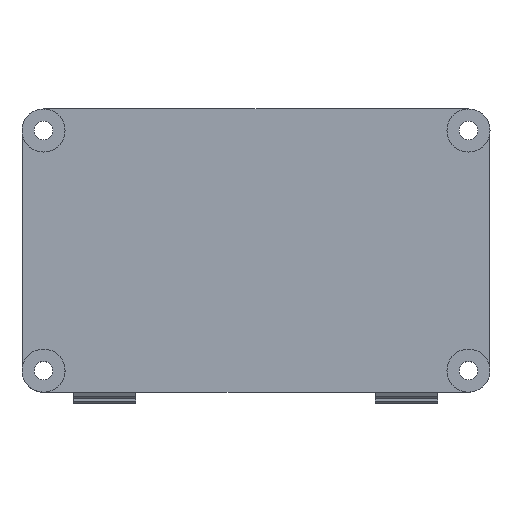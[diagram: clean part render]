
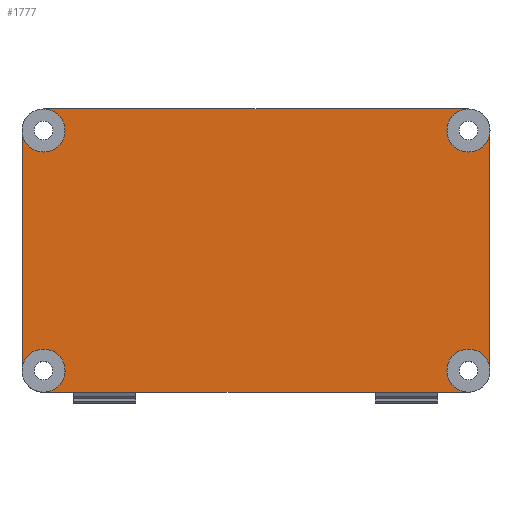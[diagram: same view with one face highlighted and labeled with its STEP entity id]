
A CAD part, top view. The second image highlights one B-rep face of the part: STEP entity #1777.
In plain terms, the highlighted planar face has unit normal (0, 0, 1).
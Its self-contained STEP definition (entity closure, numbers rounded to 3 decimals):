
#154=CIRCLE('',#1961,3.5);
#155=CIRCLE('',#1962,3.5);
#156=CIRCLE('',#1963,3.5);
#157=CIRCLE('',#1964,3.5);
#158=CIRCLE('',#1965,3.5);
#159=CIRCLE('',#1966,3.5);
#246=FACE_OUTER_BOUND('',#341,.T.);
#341=EDGE_LOOP('',(#1585,#1586,#1587,#1588,#1589,#1590,#1591,#1592,#1593,
#1594));
#505=LINE('',#2965,#676);
#509=LINE('',#2974,#680);
#513=LINE('',#2983,#684);
#517=LINE('',#2992,#688);
#676=VECTOR('',#2424,10.);
#680=VECTOR('',#2430,10.);
#684=VECTOR('',#2436,10.);
#688=VECTOR('',#2442,10.);
#842=VERTEX_POINT('',#2963);
#843=VERTEX_POINT('',#2964);
#846=VERTEX_POINT('',#2972);
#847=VERTEX_POINT('',#2973);
#850=VERTEX_POINT('',#2981);
#851=VERTEX_POINT('',#2982);
#854=VERTEX_POINT('',#2990);
#855=VERTEX_POINT('',#2991);
#862=VERTEX_POINT('',#3014);
#863=VERTEX_POINT('',#3017);
#1085=EDGE_CURVE('',#842,#843,#505,.T.);
#1089=EDGE_CURVE('',#846,#847,#509,.T.);
#1093=EDGE_CURVE('',#850,#851,#513,.T.);
#1097=EDGE_CURVE('',#854,#855,#517,.T.);
#1109=EDGE_CURVE('',#854,#842,#154,.T.);
#1110=EDGE_CURVE('',#843,#846,#155,.T.);
#1111=EDGE_CURVE('',#847,#862,#156,.T.);
#1112=EDGE_CURVE('',#862,#851,#157,.T.);
#1113=EDGE_CURVE('',#850,#863,#158,.T.);
#1114=EDGE_CURVE('',#863,#855,#159,.T.);
#1585=ORIENTED_EDGE('',*,*,#1109,.T.);
#1586=ORIENTED_EDGE('',*,*,#1085,.T.);
#1587=ORIENTED_EDGE('',*,*,#1110,.T.);
#1588=ORIENTED_EDGE('',*,*,#1089,.T.);
#1589=ORIENTED_EDGE('',*,*,#1111,.T.);
#1590=ORIENTED_EDGE('',*,*,#1112,.T.);
#1591=ORIENTED_EDGE('',*,*,#1093,.F.);
#1592=ORIENTED_EDGE('',*,*,#1113,.T.);
#1593=ORIENTED_EDGE('',*,*,#1114,.T.);
#1594=ORIENTED_EDGE('',*,*,#1097,.F.);
#1694=PLANE('',#1960);
#1777=ADVANCED_FACE('',(#246),#1694,.F.);
#1960=AXIS2_PLACEMENT_3D('',#3011,#2464,#2465);
#1961=AXIS2_PLACEMENT_3D('',#3012,#2466,#2467);
#1962=AXIS2_PLACEMENT_3D('',#3013,#2468,#2469);
#1963=AXIS2_PLACEMENT_3D('',#3015,#2470,#2471);
#1964=AXIS2_PLACEMENT_3D('',#3016,#2472,#2473);
#1965=AXIS2_PLACEMENT_3D('',#3018,#2474,#2475);
#1966=AXIS2_PLACEMENT_3D('',#3019,#2476,#2477);
#2424=DIRECTION('',(0.,-1.,0.));
#2430=DIRECTION('',(1.,0.,0.));
#2436=DIRECTION('',(0.,-1.,0.));
#2442=DIRECTION('',(1.,0.,0.));
#2464=DIRECTION('center_axis',(0.,0.,-1.));
#2465=DIRECTION('ref_axis',(1.,0.,0.));
#2466=DIRECTION('center_axis',(0.,0.,-1.));
#2467=DIRECTION('ref_axis',(1.,0.,0.));
#2468=DIRECTION('center_axis',(0.,0.,-1.));
#2469=DIRECTION('ref_axis',(1.,0.,0.));
#2470=DIRECTION('center_axis',(0.,0.,-1.));
#2471=DIRECTION('ref_axis',(1.,0.,0.));
#2472=DIRECTION('center_axis',(0.,0.,-1.));
#2473=DIRECTION('ref_axis',(1.,0.,0.));
#2474=DIRECTION('center_axis',(0.,0.,-1.));
#2475=DIRECTION('ref_axis',(1.,0.,0.));
#2476=DIRECTION('center_axis',(0.,0.,-1.));
#2477=DIRECTION('ref_axis',(1.,0.,0.));
#2963=CARTESIAN_POINT('',(0.5,49.,-2.));
#2964=CARTESIAN_POINT('',(0.5,10.,-2.));
#2965=CARTESIAN_POINT('',(0.5,49.,-2.));
#2972=CARTESIAN_POINT('',(4.017,6.5,-2.));
#2973=CARTESIAN_POINT('',(73.,6.5,-2.));
#2974=CARTESIAN_POINT('',(4.017,6.5,-2.));
#2981=CARTESIAN_POINT('',(76.5,49.,-2.));
#2982=CARTESIAN_POINT('',(76.5,10.,-2.));
#2983=CARTESIAN_POINT('',(76.5,49.,-2.));
#2990=CARTESIAN_POINT('',(4.,52.5,-2.));
#2991=CARTESIAN_POINT('',(73.,52.5,-2.));
#2992=CARTESIAN_POINT('',(4.,52.5,-2.));
#3011=CARTESIAN_POINT('Origin',(38.5,29.5,-2.));
#3012=CARTESIAN_POINT('Origin',(4.,49.,-2.));
#3013=CARTESIAN_POINT('Origin',(4.,10.,-2.));
#3014=CARTESIAN_POINT('',(69.5,10.,-2.));
#3015=CARTESIAN_POINT('Origin',(73.,10.,-2.));
#3016=CARTESIAN_POINT('Origin',(73.,10.,-2.));
#3017=CARTESIAN_POINT('',(69.5,49.,-2.));
#3018=CARTESIAN_POINT('Origin',(73.,49.,-2.));
#3019=CARTESIAN_POINT('Origin',(73.,49.,-2.));
